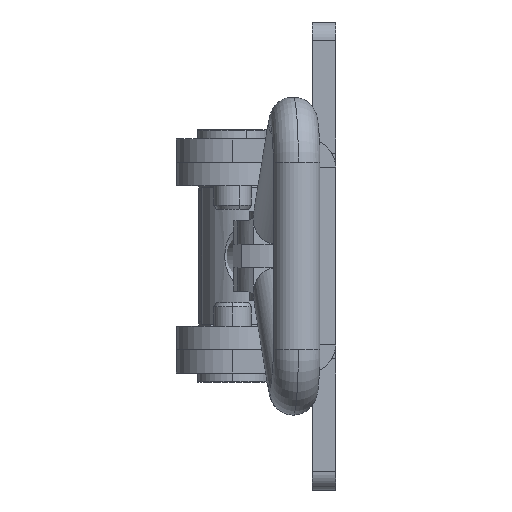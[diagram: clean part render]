
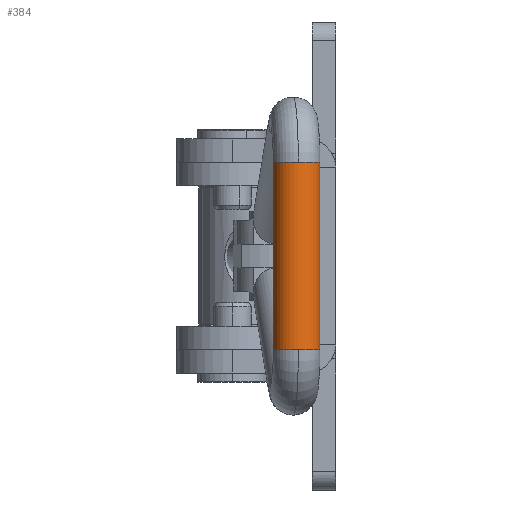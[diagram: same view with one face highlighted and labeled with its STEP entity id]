
A CAD part, left-side view. The second image highlights one B-rep face of the part: STEP entity #384.
In plain terms, the highlighted cylindrical face has radius 2.5 mm (diameter 5 mm), a partial arc.
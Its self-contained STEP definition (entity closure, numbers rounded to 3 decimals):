
#120 = CARTESIAN_POINT ( 'NONE',  ( -10., 31.5, 2.5 ) ) ;
#172 = DIRECTION ( 'NONE',  ( -1., 0., 0. ) ) ;
#235 = DIRECTION ( 'NONE',  ( 1., 0., 0. ) ) ;
#384 = ADVANCED_FACE ( 'NONE', ( #4266 ), #3635, .T. ) ;
#496 = EDGE_CURVE ( 'NONE', #5071, #1254, #4482, .T. ) ;
#573 = CARTESIAN_POINT ( 'NONE',  ( 10., 34., 0. ) ) ;
#621 = ORIENTED_EDGE ( 'NONE', *, *, #3039, .T. ) ;
#626 = AXIS2_PLACEMENT_3D ( 'NONE', #4855, #1895, #5364 ) ;
#703 = CARTESIAN_POINT ( 'NONE',  ( -10., 31.5, 2.5 ) ) ;
#1132 = CIRCLE ( 'NONE', #626, 2.5 ) ;
#1208 = CARTESIAN_POINT ( 'NONE',  ( -10., 31.5, 0. ) ) ;
#1254 = VERTEX_POINT ( 'NONE', #5460 ) ;
#1458 = LINE ( 'NONE', #120, #6460 ) ;
#1691 = ORIENTED_EDGE ( 'NONE', *, *, #1775, .T. ) ;
#1732 = CIRCLE ( 'NONE', #5587, 2.5 ) ;
#1775 = EDGE_CURVE ( 'NONE', #5156, #2211, #1132, .T. ) ;
#1895 = DIRECTION ( 'NONE',  ( -1., 0., 0. ) ) ;
#1899 = CARTESIAN_POINT ( 'NONE',  ( -10., 31.5, 0. ) ) ;
#2110 = VERTEX_POINT ( 'NONE', #703 ) ;
#2211 = VERTEX_POINT ( 'NONE', #573 ) ;
#2404 = DIRECTION ( 'NONE',  ( 0., -1., 0. ) ) ;
#2427 = AXIS2_PLACEMENT_3D ( 'NONE', #1208, #235, #6169 ) ;
#2626 = CARTESIAN_POINT ( 'NONE',  ( -10., 31.5, 0. ) ) ;
#2731 = CIRCLE ( 'NONE', #4667, 2.5 ) ;
#3039 = EDGE_CURVE ( 'NONE', #2211, #1254, #3665, .T. ) ;
#3106 = DIRECTION ( 'NONE',  ( 1., 0., 0. ) ) ;
#3123 = DIRECTION ( 'NONE',  ( 0., -1., 0. ) ) ;
#3149 = CARTESIAN_POINT ( 'NONE',  ( 10., 31.5, 0. ) ) ;
#3277 = CARTESIAN_POINT ( 'NONE',  ( -10., 31.5, -2.5 ) ) ;
#3464 = VECTOR ( 'NONE', #5642, 1000. ) ;
#3484 = VERTEX_POINT ( 'NONE', #4082 ) ;
#3635 = CYLINDRICAL_SURFACE ( 'NONE', #2427, 2.5 ) ;
#3639 = DIRECTION ( 'NONE',  ( 0., -1., 0. ) ) ;
#3665 = CIRCLE ( 'NONE', #4757, 2.5 ) ;
#3796 = ORIENTED_EDGE ( 'NONE', *, *, #4284, .F. ) ;
#4082 = CARTESIAN_POINT ( 'NONE',  ( -10., 34., 0. ) ) ;
#4266 = FACE_OUTER_BOUND ( 'NONE', #6401, .T. ) ;
#4284 = EDGE_CURVE ( 'NONE', #2110, #3484, #1732, .T. ) ;
#4482 = LINE ( 'NONE', #5533, #3464 ) ;
#4667 = AXIS2_PLACEMENT_3D ( 'NONE', #1899, #5369, #2404 ) ;
#4757 = AXIS2_PLACEMENT_3D ( 'NONE', #3149, #172, #3639 ) ;
#4771 = ORIENTED_EDGE ( 'NONE', *, *, #496, .F. ) ;
#4855 = CARTESIAN_POINT ( 'NONE',  ( 10., 31.5, 0. ) ) ;
#5071 = VERTEX_POINT ( 'NONE', #3277 ) ;
#5156 = VERTEX_POINT ( 'NONE', #6333 ) ;
#5192 = EDGE_CURVE ( 'NONE', #3484, #5071, #2731, .T. ) ;
#5364 = DIRECTION ( 'NONE',  ( 0., -1., 0. ) ) ;
#5369 = DIRECTION ( 'NONE',  ( -1., 0., 0. ) ) ;
#5460 = CARTESIAN_POINT ( 'NONE',  ( 10., 31.5, -2.5 ) ) ;
#5533 = CARTESIAN_POINT ( 'NONE',  ( -10., 31.5, -2.5 ) ) ;
#5587 = AXIS2_PLACEMENT_3D ( 'NONE', #2626, #6114, #3123 ) ;
#5600 = ORIENTED_EDGE ( 'NONE', *, *, #5833, .T. ) ;
#5642 = DIRECTION ( 'NONE',  ( 1., 0., 0. ) ) ;
#5833 = EDGE_CURVE ( 'NONE', #2110, #5156, #1458, .T. ) ;
#5845 = ORIENTED_EDGE ( 'NONE', *, *, #5192, .F. ) ;
#6114 = DIRECTION ( 'NONE',  ( -1., 0., 0. ) ) ;
#6169 = DIRECTION ( 'NONE',  ( 0., 0., -1. ) ) ;
#6333 = CARTESIAN_POINT ( 'NONE',  ( 10., 31.5, 2.5 ) ) ;
#6401 = EDGE_LOOP ( 'NONE', ( #3796, #5600, #1691, #621, #4771, #5845 ) ) ;
#6460 = VECTOR ( 'NONE', #3106, 1000. ) ;
